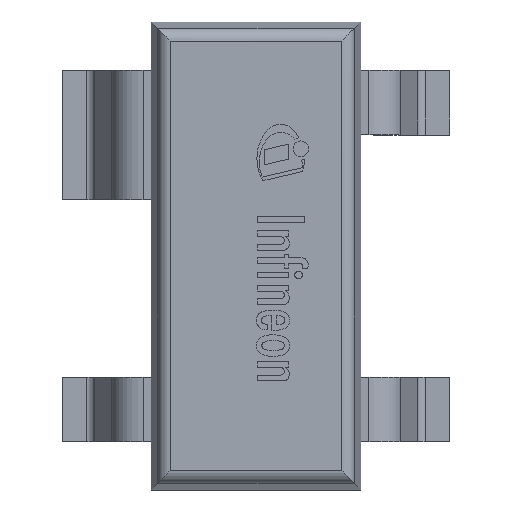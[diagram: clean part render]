
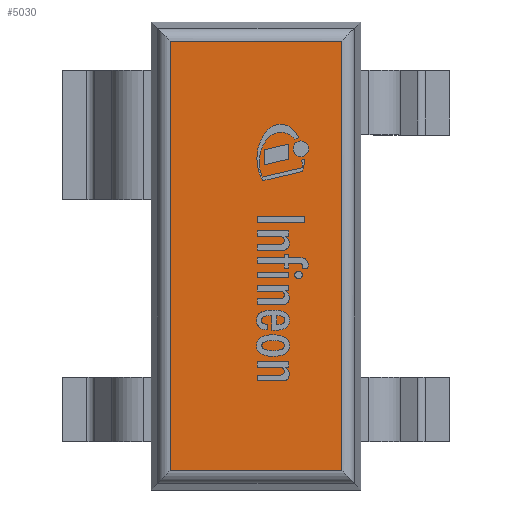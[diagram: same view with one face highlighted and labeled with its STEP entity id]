
A CAD part, top view. The second image highlights one B-rep face of the part: STEP entity #5030.
In plain terms, the highlighted planar face has unit normal (0, 0, 1).
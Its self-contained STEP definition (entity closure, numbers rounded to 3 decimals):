
#416=FACE_OUTER_BOUND('',#705,.T.);
#705=EDGE_LOOP('',(#4305,#4306,#4307,#4308));
#1351=LINE('',#8370,#1816);
#1352=LINE('',#8374,#1817);
#1355=LINE('',#8382,#1820);
#1360=LINE('',#8393,#1825);
#1816=VECTOR('',#6865,1.);
#1817=VECTOR('',#6870,1.);
#1820=VECTOR('',#6877,1.);
#1825=VECTOR('',#6886,1.);
#2335=VERTEX_POINT('',#8367);
#2336=VERTEX_POINT('',#8369);
#2337=VERTEX_POINT('',#8373);
#2340=VERTEX_POINT('',#8381);
#3004=EDGE_CURVE('',#2335,#2336,#1351,.T.);
#3006=EDGE_CURVE('',#2336,#2337,#1352,.T.);
#3010=EDGE_CURVE('',#2337,#2340,#1355,.T.);
#3016=EDGE_CURVE('',#2340,#2335,#1360,.T.);
#4305=ORIENTED_EDGE('',*,*,#3004,.F.);
#4306=ORIENTED_EDGE('',*,*,#3016,.F.);
#4307=ORIENTED_EDGE('',*,*,#3010,.F.);
#4308=ORIENTED_EDGE('',*,*,#3006,.F.);
#4765=PLANE('',#5571);
#5030=ADVANCED_FACE('',(#416),#4765,.T.);
#5571=AXIS2_PLACEMENT_3D('',#8405,#6897,#6898);
#6865=DIRECTION('',(0.,-1.,0.));
#6870=DIRECTION('',(-1.,0.,0.));
#6877=DIRECTION('',(0.,1.,0.));
#6886=DIRECTION('',(1.,0.,0.));
#6897=DIRECTION('center_axis',(0.,0.,1.));
#6898=DIRECTION('ref_axis',(1.,0.,0.));
#8367=CARTESIAN_POINT('',(0.53,1.33,1.1));
#8369=CARTESIAN_POINT('',(0.53,-1.33,1.1));
#8370=CARTESIAN_POINT('',(0.53,1.45,1.1));
#8373=CARTESIAN_POINT('',(-0.53,-1.33,1.1));
#8374=CARTESIAN_POINT('',(0.126,-1.33,1.1));
#8381=CARTESIAN_POINT('',(-0.53,1.33,1.1));
#8382=CARTESIAN_POINT('',(-0.53,1.45,1.1));
#8393=CARTESIAN_POINT('',(0.126,1.33,1.1));
#8405=CARTESIAN_POINT('Origin',(-0.597,1.45,1.1));
